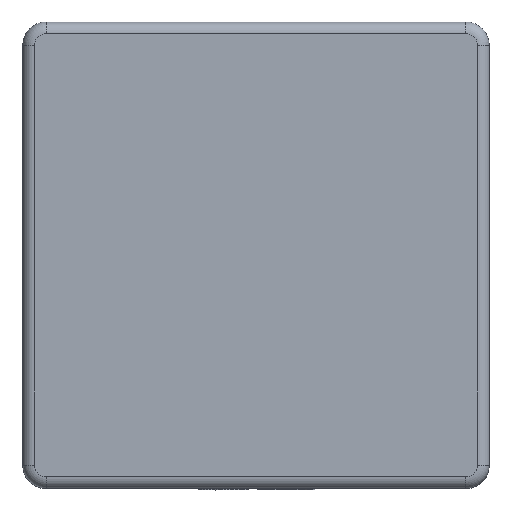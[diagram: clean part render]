
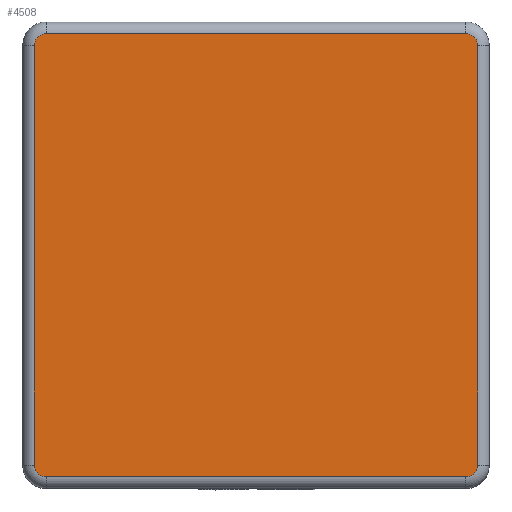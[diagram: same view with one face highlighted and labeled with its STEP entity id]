
A CAD part, top view. The second image highlights one B-rep face of the part: STEP entity #4508.
In plain terms, the highlighted planar face has unit normal (0, 0, 1).
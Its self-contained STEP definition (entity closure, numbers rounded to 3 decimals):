
#88 = ORIENTED_EDGE ( 'NONE', *, *, #3169, .T. ) ;
#161 = VERTEX_POINT ( 'NONE', #7967 ) ;
#251 = DIRECTION ( 'NONE',  ( 1., 0., 0. ) ) ;
#264 = DIRECTION ( 'NONE',  ( 1., 0., 0. ) ) ;
#285 = CIRCLE ( 'NONE', #1850, 0.1 ) ;
#317 = CARTESIAN_POINT ( 'NONE',  ( 0., 0., 2. ) ) ;
#532 = CARTESIAN_POINT ( 'NONE',  ( 1.9, -1.8, 2. ) ) ;
#648 = EDGE_LOOP ( 'NONE', ( #8819, #10922, #88, #5951, #9375, #1087, #1780, #7200 ) ) ;
#836 = CARTESIAN_POINT ( 'NONE',  ( -1.8, 1.9, 2. ) ) ;
#897 = CARTESIAN_POINT ( 'NONE',  ( -1.9, -1.8, 2. ) ) ;
#907 = AXIS2_PLACEMENT_3D ( 'NONE', #1583, #8005, #11731 ) ;
#998 = CIRCLE ( 'NONE', #6325, 0.1 ) ;
#1087 = ORIENTED_EDGE ( 'NONE', *, *, #4338, .T. ) ;
#1094 = CARTESIAN_POINT ( 'NONE',  ( -1.9, -1.8, 2. ) ) ;
#1583 = CARTESIAN_POINT ( 'NONE',  ( 1.8, -1.8, 2. ) ) ;
#1780 = ORIENTED_EDGE ( 'NONE', *, *, #2518, .T. ) ;
#1850 = AXIS2_PLACEMENT_3D ( 'NONE', #8783, #11579, #264 ) ;
#2044 = DIRECTION ( 'NONE',  ( 0., 1., 0. ) ) ;
#2138 = FACE_OUTER_BOUND ( 'NONE', #648, .T. ) ;
#2343 = CARTESIAN_POINT ( 'NONE',  ( 1.8, 1.8, 2. ) ) ;
#2518 = EDGE_CURVE ( 'NONE', #7671, #11245, #7319, .T. ) ;
#2668 = EDGE_CURVE ( 'NONE', #11245, #8968, #285, .T. ) ;
#2928 = VECTOR ( 'NONE', #2044, 1000. ) ;
#3169 = EDGE_CURVE ( 'NONE', #9169, #9916, #6115, .T. ) ;
#3307 = AXIS2_PLACEMENT_3D ( 'NONE', #317, #8596, #251 ) ;
#3633 = VERTEX_POINT ( 'NONE', #532 ) ;
#3725 = LINE ( 'NONE', #6524, #2928 ) ;
#4338 = EDGE_CURVE ( 'NONE', #161, #7671, #7254, .T. ) ;
#4469 = DIRECTION ( 'NONE',  ( 1., 0., 0. ) ) ;
#4508 = ADVANCED_FACE ( 'NONE', ( #2138 ), #11569, .T. ) ;
#4808 = DIRECTION ( 'NONE',  ( 0., -1., 0. ) ) ;
#5314 = CARTESIAN_POINT ( 'NONE',  ( -1.8, 1.9, 2. ) ) ;
#5322 = DIRECTION ( 'NONE',  ( 0., 0., 1. ) ) ;
#5845 = EDGE_CURVE ( 'NONE', #8968, #10993, #6651, .T. ) ;
#5914 = EDGE_CURVE ( 'NONE', #3633, #161, #3725, .T. ) ;
#5951 = ORIENTED_EDGE ( 'NONE', *, *, #10590, .T. ) ;
#6025 = CARTESIAN_POINT ( 'NONE',  ( -1.8, -1.9, 2. ) ) ;
#6115 = LINE ( 'NONE', #11625, #10109 ) ;
#6325 = AXIS2_PLACEMENT_3D ( 'NONE', #11995, #9069, #8151 ) ;
#6524 = CARTESIAN_POINT ( 'NONE',  ( 1.9, 1.8, 2. ) ) ;
#6651 = LINE ( 'NONE', #1094, #10444 ) ;
#7200 = ORIENTED_EDGE ( 'NONE', *, *, #2668, .T. ) ;
#7254 = CIRCLE ( 'NONE', #11359, 0.1 ) ;
#7319 = LINE ( 'NONE', #836, #8763 ) ;
#7512 = DIRECTION ( 'NONE',  ( -1., 0., 0. ) ) ;
#7521 = CARTESIAN_POINT ( 'NONE',  ( 1.8, -1.9, 2. ) ) ;
#7671 = VERTEX_POINT ( 'NONE', #9477 ) ;
#7967 = CARTESIAN_POINT ( 'NONE',  ( 1.9, 1.8, 2. ) ) ;
#8005 = DIRECTION ( 'NONE',  ( 0., 0., 1. ) ) ;
#8151 = DIRECTION ( 'NONE',  ( 1., 0., 0. ) ) ;
#8596 = DIRECTION ( 'NONE',  ( 0., 0., 1. ) ) ;
#8763 = VECTOR ( 'NONE', #7512, 1000. ) ;
#8783 = CARTESIAN_POINT ( 'NONE',  ( -1.8, 1.8, 2. ) ) ;
#8819 = ORIENTED_EDGE ( 'NONE', *, *, #5845, .T. ) ;
#8948 = EDGE_CURVE ( 'NONE', #10993, #9169, #998, .T. ) ;
#8968 = VERTEX_POINT ( 'NONE', #10976 ) ;
#9069 = DIRECTION ( 'NONE',  ( 0., 0., 1. ) ) ;
#9169 = VERTEX_POINT ( 'NONE', #6025 ) ;
#9375 = ORIENTED_EDGE ( 'NONE', *, *, #5914, .T. ) ;
#9477 = CARTESIAN_POINT ( 'NONE',  ( 1.8, 1.9, 2. ) ) ;
#9916 = VERTEX_POINT ( 'NONE', #7521 ) ;
#10109 = VECTOR ( 'NONE', #11757, 1000. ) ;
#10151 = CIRCLE ( 'NONE', #907, 0.1 ) ;
#10444 = VECTOR ( 'NONE', #4808, 1000. ) ;
#10590 = EDGE_CURVE ( 'NONE', #9916, #3633, #10151, .T. ) ;
#10922 = ORIENTED_EDGE ( 'NONE', *, *, #8948, .T. ) ;
#10976 = CARTESIAN_POINT ( 'NONE',  ( -1.9, 1.8, 2. ) ) ;
#10993 = VERTEX_POINT ( 'NONE', #897 ) ;
#11245 = VERTEX_POINT ( 'NONE', #5314 ) ;
#11359 = AXIS2_PLACEMENT_3D ( 'NONE', #2343, #5322, #4469 ) ;
#11569 = PLANE ( 'NONE',  #3307 ) ;
#11579 = DIRECTION ( 'NONE',  ( 0., 0., 1. ) ) ;
#11625 = CARTESIAN_POINT ( 'NONE',  ( 1.8, -1.9, 2. ) ) ;
#11731 = DIRECTION ( 'NONE',  ( 1., 0., 0. ) ) ;
#11757 = DIRECTION ( 'NONE',  ( 1., 0., 0. ) ) ;
#11995 = CARTESIAN_POINT ( 'NONE',  ( -1.8, -1.8, 2. ) ) ;
